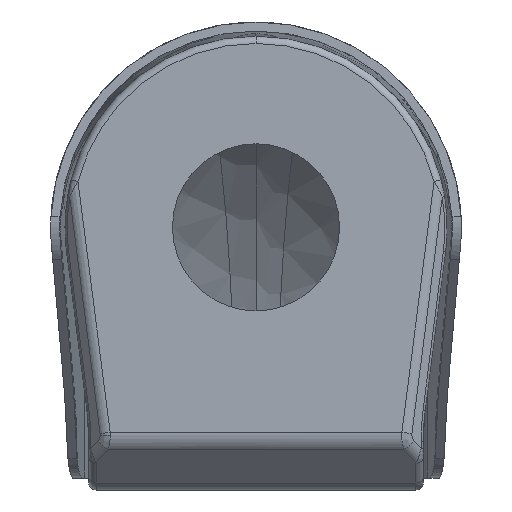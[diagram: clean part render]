
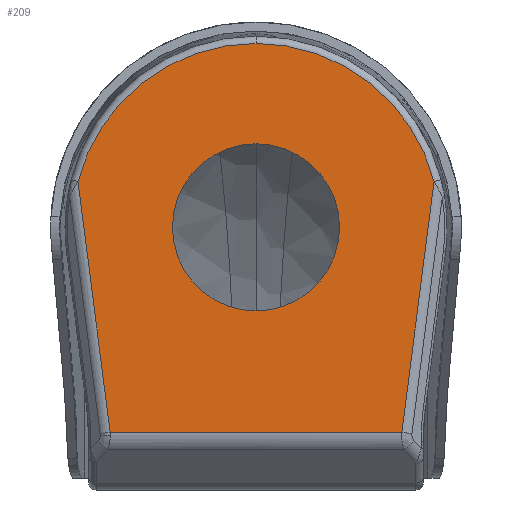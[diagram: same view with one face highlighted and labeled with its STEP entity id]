
A CAD part, front view. The second image highlights one B-rep face of the part: STEP entity #209.
In plain terms, the highlighted planar face has unit normal (0, -1, 0).
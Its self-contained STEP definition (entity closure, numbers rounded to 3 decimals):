
#28 = DIRECTION ( 'NONE',  ( 0., 1., 0. ) ) ;
#209 = ADVANCED_FACE ( 'NONE', ( #5775, #3305 ), #834, .F. ) ;
#292 = VECTOR ( 'NONE', #5340, 1000. ) ;
#598 = AXIS2_PLACEMENT_3D ( 'NONE', #6100, #28, #3755 ) ;
#657 = VECTOR ( 'NONE', #2874, 1000. ) ;
#689 = CARTESIAN_POINT ( 'NONE',  ( 0., -55., 55. ) ) ;
#730 = AXIS2_PLACEMENT_3D ( 'NONE', #4117, #6119, #5609 ) ;
#764 = EDGE_CURVE ( 'NONE', #768, #3481, #3924, .T. ) ;
#768 = VERTEX_POINT ( 'NONE', #3390 ) ;
#834 = PLANE ( 'NONE',  #3016 ) ;
#864 = CARTESIAN_POINT ( 'NONE',  ( 0., -55., 7.5 ) ) ;
#975 = LINE ( 'NONE', #5871, #657 ) ;
#1437 = ORIENTED_EDGE ( 'NONE', *, *, #4497, .T. ) ;
#1550 = EDGE_LOOP ( 'NONE', ( #2824, #2628, #4758, #3973, #4755 ) ) ;
#2174 = VECTOR ( 'NONE', #4446, 1000. ) ;
#2279 = DIRECTION ( 'NONE',  ( 0., -1., 0. ) ) ;
#2628 = ORIENTED_EDGE ( 'NONE', *, *, #764, .T. ) ;
#2724 = CARTESIAN_POINT ( 'NONE',  ( -30.539, -55., 12.071 ) ) ;
#2824 = ORIENTED_EDGE ( 'NONE', *, *, #3514, .T. ) ;
#2874 = DIRECTION ( 'NONE',  ( 0.127, 0., -0.992 ) ) ;
#3006 = CARTESIAN_POINT ( 'NONE',  ( 37.402, -55., 65.521 ) ) ;
#3016 = AXIS2_PLACEMENT_3D ( 'NONE', #864, #3838, #4919 ) ;
#3305 = FACE_BOUND ( 'NONE', #6454, .T. ) ;
#3390 = CARTESIAN_POINT ( 'NONE',  ( 37.284, -55., 64.601 ) ) ;
#3466 = VERTEX_POINT ( 'NONE', #3723 ) ;
#3481 = VERTEX_POINT ( 'NONE', #5341 ) ;
#3514 = EDGE_CURVE ( 'NONE', #6498, #768, #3937, .T. ) ;
#3615 = VERTEX_POINT ( 'NONE', #2724 ) ;
#3666 = AXIS2_PLACEMENT_3D ( 'NONE', #689, #4785, #6233 ) ;
#3723 = CARTESIAN_POINT ( 'NONE',  ( 0., -55., 72.5 ) ) ;
#3755 = DIRECTION ( 'NONE',  ( 0., 0., -1. ) ) ;
#3838 = DIRECTION ( 'NONE',  ( 0., 1., 0. ) ) ;
#3924 = CIRCLE ( 'NONE', #730, 38.5 ) ;
#3937 = LINE ( 'NONE', #3006, #2174 ) ;
#3973 = ORIENTED_EDGE ( 'NONE', *, *, #6482, .T. ) ;
#4117 = CARTESIAN_POINT ( 'NONE',  ( 0., -55., 55. ) ) ;
#4206 = CARTESIAN_POINT ( 'NONE',  ( 0., -55., 37.5 ) ) ;
#4311 = CIRCLE ( 'NONE', #3666, 17.5 ) ;
#4446 = DIRECTION ( 'NONE',  ( 0.127, 0., 0.992 ) ) ;
#4497 = EDGE_CURVE ( 'NONE', #5286, #3466, #4311, .T. ) ;
#4713 = ORIENTED_EDGE ( 'NONE', *, *, #5525, .T. ) ;
#4749 = CIRCLE ( 'NONE', #5902, 38.5 ) ;
#4755 = ORIENTED_EDGE ( 'NONE', *, *, #5868, .T. ) ;
#4758 = ORIENTED_EDGE ( 'NONE', *, *, #5489, .T. ) ;
#4785 = DIRECTION ( 'NONE',  ( 0., 1., 0. ) ) ;
#4880 = CARTESIAN_POINT ( 'NONE',  ( 31.526, -55., 12.071 ) ) ;
#4918 = CARTESIAN_POINT ( 'NONE',  ( 30.539, -55., 12.071 ) ) ;
#4919 = DIRECTION ( 'NONE',  ( 0., 0., 1. ) ) ;
#5148 = CARTESIAN_POINT ( 'NONE',  ( -37.284, -55., 64.601 ) ) ;
#5163 = CIRCLE ( 'NONE', #598, 17.5 ) ;
#5286 = VERTEX_POINT ( 'NONE', #4206 ) ;
#5289 = DIRECTION ( 'NONE',  ( 0., 0., 1. ) ) ;
#5340 = DIRECTION ( 'NONE',  ( 1., 0., 0. ) ) ;
#5341 = CARTESIAN_POINT ( 'NONE',  ( 0., -55., 93.5 ) ) ;
#5489 = EDGE_CURVE ( 'NONE', #3481, #6210, #4749, .T. ) ;
#5525 = EDGE_CURVE ( 'NONE', #3466, #5286, #5163, .T. ) ;
#5609 = DIRECTION ( 'NONE',  ( 0., 0., 1. ) ) ;
#5775 = FACE_OUTER_BOUND ( 'NONE', #1550, .T. ) ;
#5813 = CARTESIAN_POINT ( 'NONE',  ( 0., -55., 55. ) ) ;
#5868 = EDGE_CURVE ( 'NONE', #3615, #6498, #6416, .T. ) ;
#5871 = CARTESIAN_POINT ( 'NONE',  ( -30.559, -55., 12.229 ) ) ;
#5902 = AXIS2_PLACEMENT_3D ( 'NONE', #5813, #2279, #5289 ) ;
#6100 = CARTESIAN_POINT ( 'NONE',  ( 0., -55., 55. ) ) ;
#6119 = DIRECTION ( 'NONE',  ( 0., -1., 0. ) ) ;
#6210 = VERTEX_POINT ( 'NONE', #5148 ) ;
#6233 = DIRECTION ( 'NONE',  ( 0., 0., -1. ) ) ;
#6416 = LINE ( 'NONE', #4880, #292 ) ;
#6454 = EDGE_LOOP ( 'NONE', ( #1437, #4713 ) ) ;
#6482 = EDGE_CURVE ( 'NONE', #6210, #3615, #975, .T. ) ;
#6498 = VERTEX_POINT ( 'NONE', #4918 ) ;
